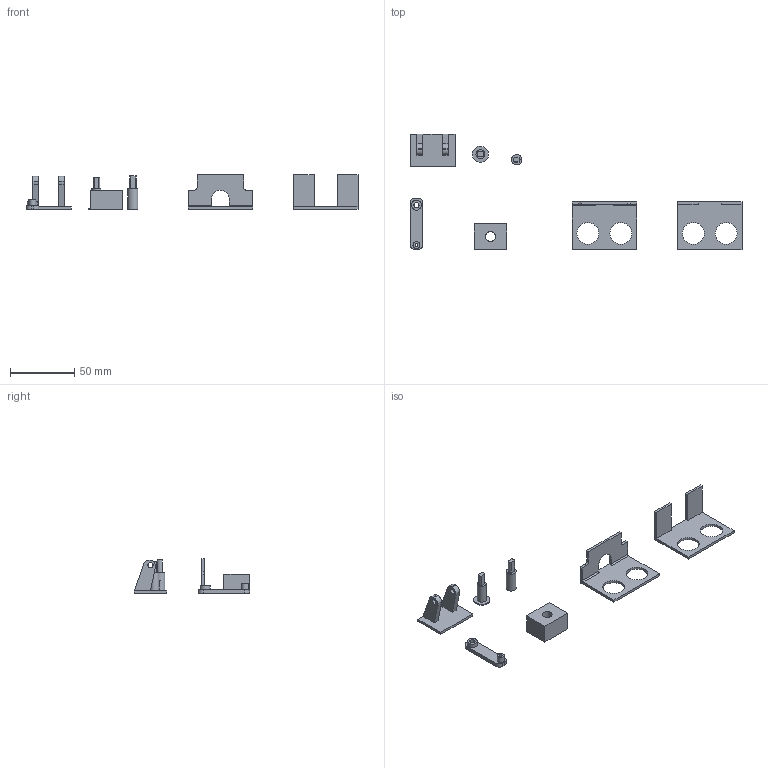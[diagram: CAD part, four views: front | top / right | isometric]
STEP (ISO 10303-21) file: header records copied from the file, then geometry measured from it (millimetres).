
FILE_DESCRIPTION(('HOOPS Exchange Step'),'2;1');
FILE_NAME('temp_export','2023-05-05T17:53:23+02:00',('mobile'),('Shapr3D Limited'),'HOOPS Exchange 2022.2','Shapr3D','Authorized');
FILE_SCHEMA( ('AUTOMOTIVE_DESIGN { 1 0 10303 214 1 1 1 1 }') );
Length unit declared in the file: millimetre
Products named in the file (1): root
Bounding box: 257.53 x 89.33 x 27 mm (x, y, z)
Volume: 22526.4 mm3; surface area: 19442.4 mm2
Topology: 7 solids, 7 shells, 112 faces, 301 edges, 208 vertices
Faces by surface type: plane 72, cylinder 40
Full cylindrical faces by diameter (mm): 2.2 x1, 4 x1, 4.1 x2, 5.4 x1, 7 x1, 7.7 x1, 7.787 x1, 8 x1, 12.5 x1, 16.9 x4
Entity records: 3625 total; most frequent: DIRECTION 633, CARTESIAN_POINT 622, ORIENTED_EDGE 602, EDGE_CURVE 301, AXIS2_PLACEMENT_3D 219, VERTEX_POINT 208, VECTOR 195, LINE 195
